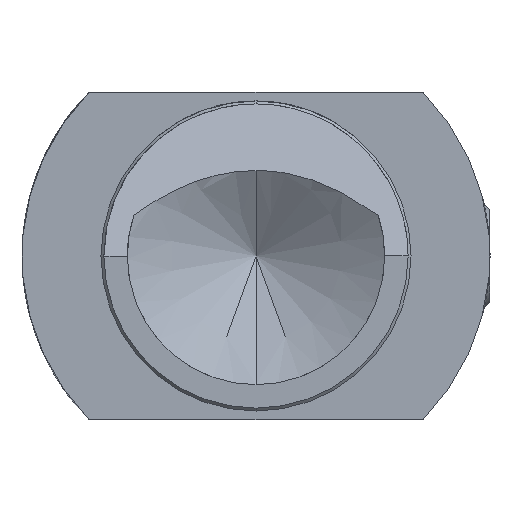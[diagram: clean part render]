
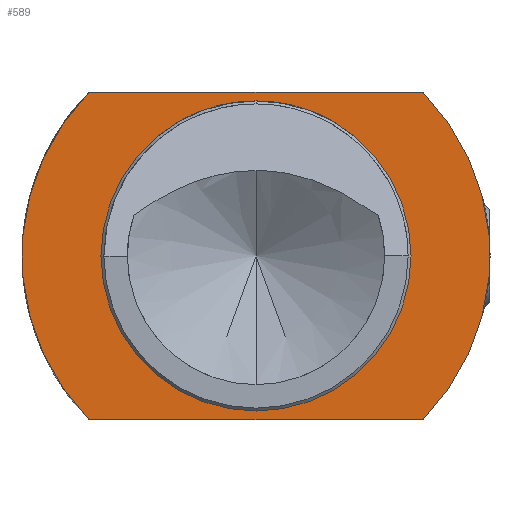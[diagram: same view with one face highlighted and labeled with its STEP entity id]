
A CAD part, front view. The second image highlights one B-rep face of the part: STEP entity #589.
In plain terms, the highlighted planar face has unit normal (0, -1, 0).
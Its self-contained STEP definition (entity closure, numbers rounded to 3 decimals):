
#496 = CARTESIAN_POINT ( 'NONE',  ( 0., -7.5, 0. ) ) ;
#589 = ADVANCED_FACE ( 'Defeature ausgef�hrt1_5', ( #6824, #2780 ), #7147, .T. ) ;
#662 = CARTESIAN_POINT ( 'NONE',  ( 0., -7.5, -1.4 ) ) ;
#786 = DIRECTION ( 'NONE',  ( 0., 0., -1. ) ) ;
#912 = DIRECTION ( 'NONE',  ( 0., -1., 0. ) ) ;
#1176 = EDGE_LOOP ( 'NONE', ( #9227, #8489, #2723, #4005 ) ) ;
#1399 = CIRCLE ( 'NONE', #3209, 1.325 ) ;
#1429 = CARTESIAN_POINT ( 'NONE',  ( -1.428, -7.5, 1.4 ) ) ;
#1685 = EDGE_CURVE ( 'Defeature ausgef�hrt1_5+Defeature ausgef�hrt1_9+Defeature ausgef�hrt1_1+Defeature ausgef�hrt1_0', #4150, #3545, #4690, .T. ) ;
#1774 = AXIS2_PLACEMENT_3D ( 'NONE', #6805, #2257, #3025 ) ;
#2251 = DIRECTION ( 'NONE',  ( -1., 0., 0. ) ) ;
#2257 = DIRECTION ( 'NONE',  ( 0., -1., 0. ) ) ;
#2723 = ORIENTED_EDGE ( 'NONE', *, *, #8720, .T. ) ;
#2780 = FACE_OUTER_BOUND ( 'NONE', #1176, .T. ) ;
#3025 = DIRECTION ( 'NONE',  ( 0., 0., -1. ) ) ;
#3067 = AXIS2_PLACEMENT_3D ( 'NONE', #9896, #912, #786 ) ;
#3117 = AXIS2_PLACEMENT_3D ( 'NONE', #496, #8007, #4341 ) ;
#3153 = CARTESIAN_POINT ( 'NONE',  ( 0., -7.5, 0. ) ) ;
#3209 = AXIS2_PLACEMENT_3D ( 'NONE', #7106, #9391, #5709 ) ;
#3545 = VERTEX_POINT ( 'NONE', #1429 ) ;
#3893 = VECTOR ( 'NONE', #9018, 1000. ) ;
#4003 = CIRCLE ( 'NONE', #1774, 2. ) ;
#4005 = ORIENTED_EDGE ( 'NONE', *, *, #8103, .T. ) ;
#4140 = LINE ( 'NONE', #662, #3893 ) ;
#4150 = VERTEX_POINT ( 'NONE', #4569 ) ;
#4341 = DIRECTION ( 'NONE',  ( 0., 0., -1. ) ) ;
#4469 = AXIS2_PLACEMENT_3D ( 'NONE', #3153, #8449, #9245 ) ;
#4569 = CARTESIAN_POINT ( 'NONE',  ( 1.428, -7.5, 1.4 ) ) ;
#4690 = LINE ( 'NONE', #9036, #5168 ) ;
#5168 = VECTOR ( 'NONE', #2251, 1000. ) ;
#5234 = VERTEX_POINT ( 'NONE', #9708 ) ;
#5490 = EDGE_CURVE ( 'Defeature ausgef�hrt1_7+Defeature ausgef�hrt1_5+Defeature ausgef�hrt1_5+Defeature ausgef�hrt1_5', #9249, #9392, #1399, .T. ) ;
#5567 = CARTESIAN_POINT ( 'NONE',  ( 0., -7.5, 1.325 ) ) ;
#5709 = DIRECTION ( 'NONE',  ( 0., 0., -1. ) ) ;
#6212 = CARTESIAN_POINT ( 'NONE',  ( 0., -7.5, -1.325 ) ) ;
#6442 = VERTEX_POINT ( 'NONE', #8470 ) ;
#6708 = CIRCLE ( 'NONE', #3067, 1.325 ) ;
#6718 = EDGE_LOOP ( 'NONE', ( #9337, #8813 ) ) ;
#6733 = CIRCLE ( 'NONE', #4469, 2. ) ;
#6805 = CARTESIAN_POINT ( 'NONE',  ( 0., -7.5, 0. ) ) ;
#6824 = FACE_BOUND ( 'NONE', #6718, .T. ) ;
#7106 = CARTESIAN_POINT ( 'NONE',  ( 0., -7.5, 0. ) ) ;
#7147 = PLANE ( 'NONE',  #3117 ) ;
#8007 = DIRECTION ( 'NONE',  ( 0., -1., 0. ) ) ;
#8103 = EDGE_CURVE ( 'Defeature ausgef�hrt1_5+Defeature ausgef�hrt1_8+Defeature ausgef�hrt1_0+Defeature ausgef�hrt1_1', #6442, #5234, #4140, .T. ) ;
#8449 = DIRECTION ( 'NONE',  ( 0., -1., 0. ) ) ;
#8470 = CARTESIAN_POINT ( 'NONE',  ( -1.428, -7.5, -1.4 ) ) ;
#8489 = ORIENTED_EDGE ( 'NONE', *, *, #1685, .T. ) ;
#8720 = EDGE_CURVE ( 'Defeature ausgef�hrt1_5+Defeature ausgef�hrt1_0+Defeature ausgef�hrt1_9+Defeature ausgef�hrt1_8', #3545, #6442, #6733, .T. ) ;
#8735 = EDGE_CURVE ( 'Defeature ausgef�hrt1_5+Defeature ausgef�hrt1_1+Defeature ausgef�hrt1_8+Defeature ausgef�hrt1_9', #5234, #4150, #4003, .T. ) ;
#8813 = ORIENTED_EDGE ( 'NONE', *, *, #5490, .F. ) ;
#9018 = DIRECTION ( 'NONE',  ( 1., 0., 0. ) ) ;
#9036 = CARTESIAN_POINT ( 'NONE',  ( 0., -7.5, 1.4 ) ) ;
#9227 = ORIENTED_EDGE ( 'NONE', *, *, #8735, .T. ) ;
#9245 = DIRECTION ( 'NONE',  ( 0., 0., -1. ) ) ;
#9249 = VERTEX_POINT ( 'NONE', #6212 ) ;
#9337 = ORIENTED_EDGE ( 'NONE', *, *, #9833, .F. ) ;
#9391 = DIRECTION ( 'NONE',  ( 0., -1., 0. ) ) ;
#9392 = VERTEX_POINT ( 'NONE', #5567 ) ;
#9708 = CARTESIAN_POINT ( 'NONE',  ( 1.428, -7.5, -1.4 ) ) ;
#9833 = EDGE_CURVE ( 'Defeature ausgef�hrt1_7+Defeature ausgef�hrt1_5+Defeature ausgef�hrt1_5+Defeature ausgef�hrt1_5', #9392, #9249, #6708, .T. ) ;
#9896 = CARTESIAN_POINT ( 'NONE',  ( 0., -7.5, 0. ) ) ;
